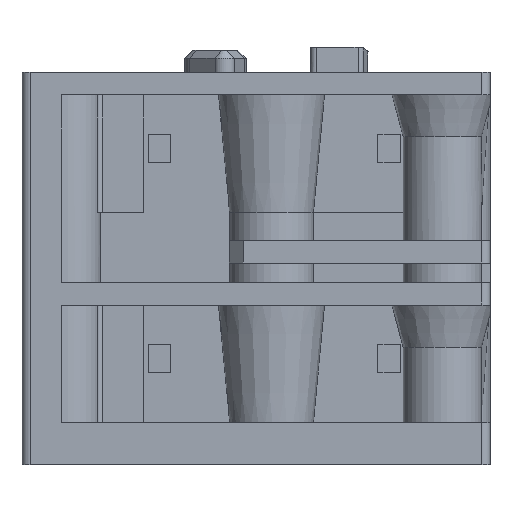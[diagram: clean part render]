
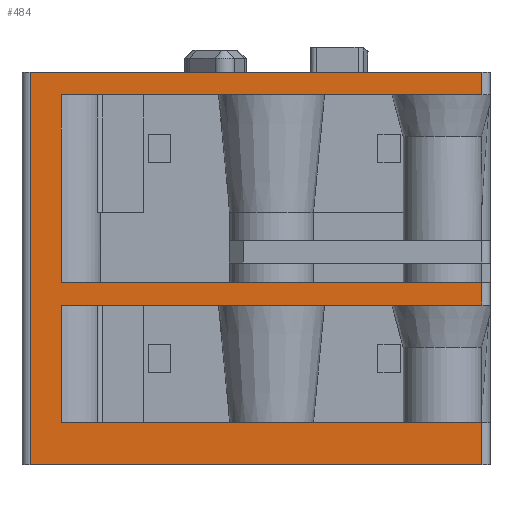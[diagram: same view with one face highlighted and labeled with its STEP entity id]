
A CAD part, front view. The second image highlights one B-rep face of the part: STEP entity #484.
In plain terms, the highlighted planar face has unit normal (0, -1, 0).
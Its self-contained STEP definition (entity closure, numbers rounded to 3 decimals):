
#484 = ADVANCED_FACE( '', ( #1166 ), #1167, .F. );
#1166 = FACE_OUTER_BOUND( '', #2056, .T. );
#1167 = PLANE( '', #2057 );
#2056 = EDGE_LOOP( '', ( #3448, #3449, #3450, #3451, #3452, #3453, #3454, #3455, #3456, #3457, #3458, #3459, #3460, #3461 ) );
#2057 = AXIS2_PLACEMENT_3D( '', #3462, #3463, #3464 );
#3448 = ORIENTED_EDGE( '', *, *, #5792, .T. );
#3449 = ORIENTED_EDGE( '', *, *, #5793, .T. );
#3450 = ORIENTED_EDGE( '', *, *, #5685, .F. );
#3451 = ORIENTED_EDGE( '', *, *, #5549, .F. );
#3452 = ORIENTED_EDGE( '', *, *, #5794, .F. );
#3453 = ORIENTED_EDGE( '', *, *, #5795, .T. );
#3454 = ORIENTED_EDGE( '', *, *, #5796, .T. );
#3455 = ORIENTED_EDGE( '', *, *, #5797, .F. );
#3456 = ORIENTED_EDGE( '', *, *, #5798, .F. );
#3457 = ORIENTED_EDGE( '', *, *, #5799, .F. );
#3458 = ORIENTED_EDGE( '', *, *, #5674, .T. );
#3459 = ORIENTED_EDGE( '', *, *, #5387, .T. );
#3460 = ORIENTED_EDGE( '', *, *, #5367, .F. );
#3461 = ORIENTED_EDGE( '', *, *, #5800, .F. );
#3462 = CARTESIAN_POINT( '', ( -12.8, 0., 12.5 ) );
#3463 = DIRECTION( '', ( 0., 1., 0. ) );
#3464 = DIRECTION( '', ( 0., 0., 1. ) );
#5367 = EDGE_CURVE( '', #6432, #6433, #6434, .T. );
#5387 = EDGE_CURVE( '', #6469, #6433, #6470, .T. );
#5549 = EDGE_CURVE( '', #6754, #6756, #6757, .T. );
#5674 = EDGE_CURVE( '', #6963, #6469, #6964, .T. );
#5685 = EDGE_CURVE( '', #6756, #6981, #6982, .T. );
#5792 = EDGE_CURVE( '', #7150, #7151, #7152, .T. );
#5793 = EDGE_CURVE( '', #7151, #6981, #7153, .T. );
#5794 = EDGE_CURVE( '', #7154, #6754, #7155, .T. );
#5795 = EDGE_CURVE( '', #7154, #7156, #7157, .T. );
#5796 = EDGE_CURVE( '', #7156, #7158, #7159, .T. );
#5797 = EDGE_CURVE( '', #7160, #7158, #7161, .T. );
#5798 = EDGE_CURVE( '', #7162, #7160, #7163, .T. );
#5799 = EDGE_CURVE( '', #6963, #7162, #7164, .T. );
#5800 = EDGE_CURVE( '', #7150, #6432, #7165, .T. );
#6432 = VERTEX_POINT( '', #7981 );
#6433 = VERTEX_POINT( '', #7982 );
#6434 = LINE( '', #7983, #7984 );
#6469 = VERTEX_POINT( '', #8030 );
#6470 = LINE( '', #8031, #8032 );
#6754 = VERTEX_POINT( '', #8425 );
#6756 = VERTEX_POINT( '', #8427 );
#6757 = LINE( '', #8428, #8429 );
#6963 = VERTEX_POINT( '', #8747 );
#6964 = LINE( '', #8748, #8749 );
#6981 = VERTEX_POINT( '', #8772 );
#6982 = LINE( '', #8773, #8774 );
#7150 = VERTEX_POINT( '', #9017 );
#7151 = VERTEX_POINT( '', #9018 );
#7152 = LINE( '', #9019, #9020 );
#7153 = LINE( '', #9021, #9022 );
#7154 = VERTEX_POINT( '', #9023 );
#7155 = LINE( '', #9024, #9025 );
#7156 = VERTEX_POINT( '', #9026 );
#7157 = LINE( '', #9027, #9028 );
#7158 = VERTEX_POINT( '', #9029 );
#7159 = LINE( '', #9030, #9031 );
#7160 = VERTEX_POINT( '', #9032 );
#7161 = LINE( '', #9033, #9034 );
#7162 = VERTEX_POINT( '', #9035 );
#7163 = LINE( '', #9036, #9037 );
#7164 = LINE( '', #9038, #9039 );
#7165 = LINE( '', #9040, #9041 );
#7981 = CARTESIAN_POINT( '', ( 3.3, 0., 12.5 ) );
#7982 = CARTESIAN_POINT( '', ( 3.3, 0., 11.7 ) );
#7983 = CARTESIAN_POINT( '', ( 3.3, 0., 12.5 ) );
#7984 = VECTOR( '', #10137, 1000. );
#8030 = CARTESIAN_POINT( '', ( -4.2, 0., 11.7 ) );
#8031 = CARTESIAN_POINT( '', ( -12.8, 0., 11.7 ) );
#8032 = VECTOR( '', #10164, 1000. );
#8425 = CARTESIAN_POINT( '', ( -11.7, 0., 0. ) );
#8427 = CARTESIAN_POINT( '', ( 3.3, 0., 0. ) );
#8428 = CARTESIAN_POINT( '', ( -12.8, 0., 0. ) );
#8429 = VECTOR( '', #10377, 1000. );
#8747 = CARTESIAN_POINT( '', ( -11.7, 0., 11.7 ) );
#8748 = CARTESIAN_POINT( '', ( -12.8, 0., 11.7 ) );
#8749 = VECTOR( '', #10545, 1000. );
#8772 = CARTESIAN_POINT( '', ( 3.3, 0., -1.5 ) );
#8773 = CARTESIAN_POINT( '', ( 3.3, 0., 12.5 ) );
#8774 = VECTOR( '', #10558, 1000. );
#9017 = CARTESIAN_POINT( '', ( -12.8, 0., 12.5 ) );
#9018 = CARTESIAN_POINT( '', ( -12.8, 0., -1.5 ) );
#9019 = CARTESIAN_POINT( '', ( -12.8, 0., 12.5 ) );
#9020 = VECTOR( '', #10683, 1000. );
#9021 = CARTESIAN_POINT( '', ( -12.8, 0., -1.5 ) );
#9022 = VECTOR( '', #10684, 1000. );
#9023 = CARTESIAN_POINT( '', ( -11.7, 0., 4.2 ) );
#9024 = CARTESIAN_POINT( '', ( -11.7, 0., 4.2 ) );
#9025 = VECTOR( '', #10685, 1000. );
#9026 = CARTESIAN_POINT( '', ( -4.2, 0., 4.2 ) );
#9027 = CARTESIAN_POINT( '', ( -12.8, 0., 4.2 ) );
#9028 = VECTOR( '', #10686, 1000. );
#9029 = CARTESIAN_POINT( '', ( 3.3, 0., 4.2 ) );
#9030 = CARTESIAN_POINT( '', ( -12.8, 0., 4.2 ) );
#9031 = VECTOR( '', #10687, 1000. );
#9032 = CARTESIAN_POINT( '', ( 3.3, 0., 5. ) );
#9033 = CARTESIAN_POINT( '', ( 3.3, 0., 12.5 ) );
#9034 = VECTOR( '', #10688, 1000. );
#9035 = CARTESIAN_POINT( '', ( -11.7, 0., 5. ) );
#9036 = CARTESIAN_POINT( '', ( -12.8, 0., 5. ) );
#9037 = VECTOR( '', #10689, 1000. );
#9038 = CARTESIAN_POINT( '', ( -11.7, 0., 11.7 ) );
#9039 = VECTOR( '', #10690, 1000. );
#9040 = CARTESIAN_POINT( '', ( -12.8, 0., 12.5 ) );
#9041 = VECTOR( '', #10691, 1000. );
#10137 = DIRECTION( '', ( 0., 0., -1. ) );
#10164 = DIRECTION( '', ( 1., 0., 0. ) );
#10377 = DIRECTION( '', ( 1., 0., 0. ) );
#10545 = DIRECTION( '', ( 1., 0., 0. ) );
#10558 = DIRECTION( '', ( 0., 0., -1. ) );
#10683 = DIRECTION( '', ( 0., 0., -1. ) );
#10684 = DIRECTION( '', ( 1., 0., 0. ) );
#10685 = DIRECTION( '', ( 0., 0., -1. ) );
#10686 = DIRECTION( '', ( 1., 0., 0. ) );
#10687 = DIRECTION( '', ( 1., 0., 0. ) );
#10688 = DIRECTION( '', ( 0., 0., -1. ) );
#10689 = DIRECTION( '', ( 1., 0., 0. ) );
#10690 = DIRECTION( '', ( 0., 0., -1. ) );
#10691 = DIRECTION( '', ( 1., 0., 0. ) );
